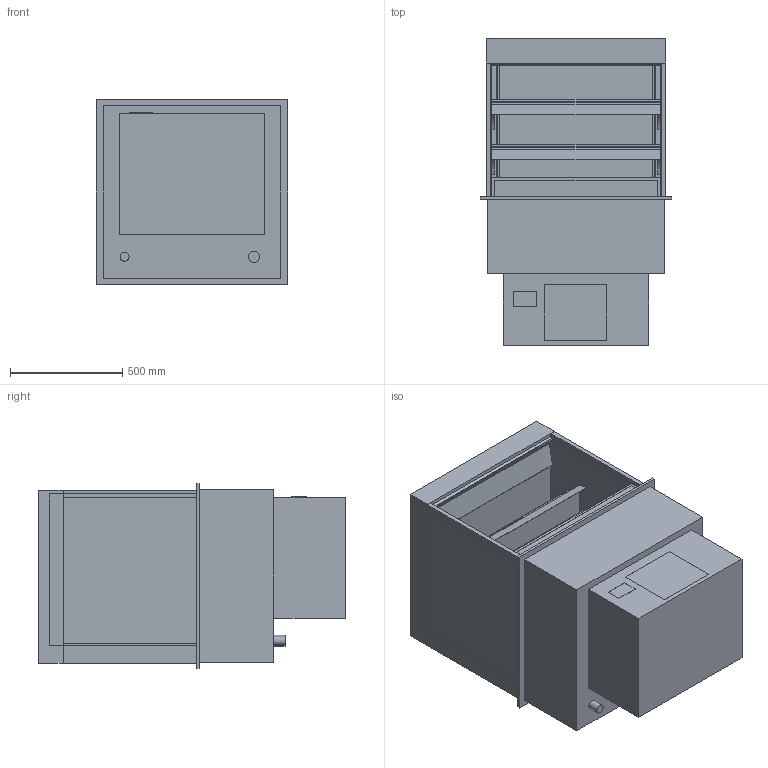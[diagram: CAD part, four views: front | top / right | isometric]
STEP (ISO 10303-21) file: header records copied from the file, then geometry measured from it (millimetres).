
FILE_DESCRIPTION(/* description */ ('Einbaukühlvitrine: eigengekühlt'),/* implementation_level */ '2;1');
FILE_NAME(/* name */ '3D-AKE-00021363.stp',/* time_stamp */ '2024-06-21T09:09:29+02:00',/* author */ ('julian.lux'),/* organization */ (''),/* preprocessor_version */ 'ST-DEVELOPER v18.1',/* originating_system */ 'Autodesk Inventor 2020',/* authorisation */ '');
FILE_SCHEMA (('AUTOMOTIVE_DESIGN { 1 0 10303 214 3 1 1 }'));
Length unit declared in the file: millimetre
Products named in the file (1): 3D-AKE-00021363
Bounding box: 853 x 1370.1 x 825 mm (x, y, z)
Volume: 322519001.7 mm3; surface area: 16000335.2 mm2
Topology: 37 solids, 37 shells, 334 faces, 775 edges, 522 vertices
Faces by surface type: plane 307, cylinder 27
Full cylindrical faces by diameter (mm): 16 x6, 40 x1, 50 x1
Entity records: 9391 total; most frequent: CARTESIAN_POINT 1632, ORIENTED_EDGE 1550, DIRECTION 1515, EDGE_CURVE 775, LINE 705, VECTOR 705, VERTEX_POINT 522, AXIS2_PLACEMENT_3D 405
